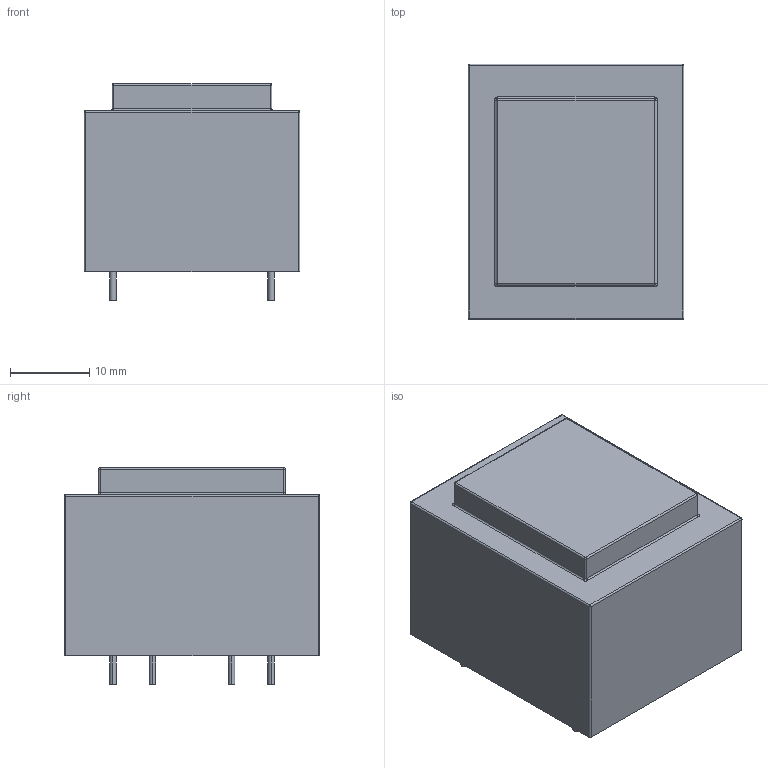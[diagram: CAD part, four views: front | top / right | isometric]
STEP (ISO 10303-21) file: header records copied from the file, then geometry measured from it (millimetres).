
FILE_DESCRIPTION((''),'2;1');
FILE_NAME('XFMR_BLOCK_VB1.5-1.stp','2012-07-02T12:28:39',(''),(''),'Mechanical Desktop 2011','Mechanical Desktop 2011',', , ');
FILE_SCHEMA(('AUTOMOTIVE_DESIGN { 1 2 10303 214 1 1 1 1 }'));
Length unit declared in the file: millimetre
Products named in the file (1): Product
Bounding box: 27.3 x 32.3 x 27.4 mm (x, y, z)
Volume: 19614.8 mm3; surface area: 5488.4 mm2
Topology: 6 solids, 6 shells, 62 faces, 124 edges, 70 vertices
Faces by surface type: cylinder 28, plane 19, sphere 10, bspline 5
Entity records: 1779 total; most frequent: CARTESIAN_POINT 432, DIRECTION 304, ORIENTED_EDGE 240, AXIS2_PLACEMENT_3D 126, EDGE_CURVE 120, VERTEX_POINT 70, CIRCLE 68, EDGE_LOOP 62
